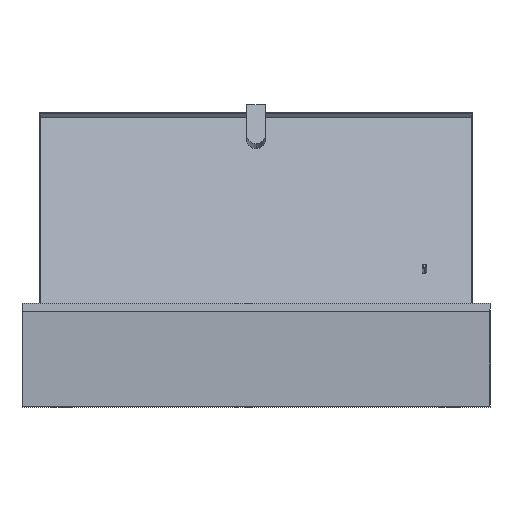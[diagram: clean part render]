
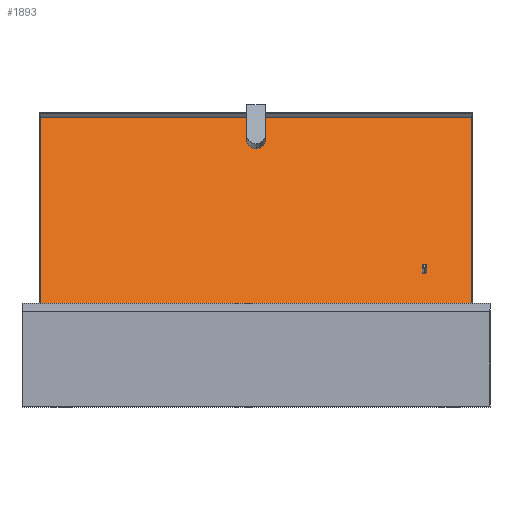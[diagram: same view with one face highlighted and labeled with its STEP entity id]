
A CAD part, left-side view. The second image highlights one B-rep face of the part: STEP entity #1893.
In plain terms, the highlighted face is planar.
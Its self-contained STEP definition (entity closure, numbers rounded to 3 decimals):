
#78 = EDGE_CURVE ( 'NONE', #3322, #7740, #18747, .T. ) ;
#131 = ORIENTED_EDGE ( 'NONE', *, *, #2790, .F. ) ;
#167 = CARTESIAN_POINT ( 'NONE',  ( -132., -269.5, -1. ) ) ;
#226 = CARTESIAN_POINT ( 'NONE',  ( 132., 0., -1. ) ) ;
#299 = VERTEX_POINT ( 'NONE', #18662 ) ;
#300 = ORIENTED_EDGE ( 'NONE', *, *, #3287, .T. ) ;
#505 = DIRECTION ( 'NONE',  ( 0., 0., -1. ) ) ;
#705 = CARTESIAN_POINT ( 'NONE',  ( 76., -210.5, -1. ) ) ;
#816 = EDGE_CURVE ( 'NONE', #9419, #8688, #11377, .T. ) ;
#1455 = ORIENTED_EDGE ( 'NONE', *, *, #816, .F. ) ;
#1644 = AXIS2_PLACEMENT_3D ( 'NONE', #20888, #14642, #8121 ) ;
#1893 = ADVANCED_FACE ( 'NONE', ( #13243, #3298, #16721 ), #13995, .F. ) ;
#2782 = LINE ( 'NONE', #16237, #22695 ) ;
#2790 = EDGE_CURVE ( 'NONE', #299, #9419, #22287, .T. ) ;
#3287 = EDGE_CURVE ( 'NONE', #19176, #4136, #14033, .T. ) ;
#3298 = FACE_OUTER_BOUND ( 'NONE', #14299, .T. ) ;
#3322 = VERTEX_POINT ( 'NONE', #14820 ) ;
#4136 = VERTEX_POINT ( 'NONE', #10863 ) ;
#4450 = LINE ( 'NONE', #226, #10975 ) ;
#4802 = DIRECTION ( 'NONE',  ( 1., 0., 0. ) ) ;
#4858 = DIRECTION ( 'NONE',  ( 1., 0., 0. ) ) ;
#5053 = DIRECTION ( 'NONE',  ( -1., 0., 0. ) ) ;
#7131 = CARTESIAN_POINT ( 'NONE',  ( 0., -269.5, -1. ) ) ;
#7502 = CARTESIAN_POINT ( 'NONE',  ( 0., 0., -1. ) ) ;
#7554 = DIRECTION ( 'NONE',  ( 0., -1., 0. ) ) ;
#7740 = VERTEX_POINT ( 'NONE', #705 ) ;
#7957 = CARTESIAN_POINT ( 'NONE',  ( -102., 0., -1. ) ) ;
#8002 = ORIENTED_EDGE ( 'NONE', *, *, #10759, .T. ) ;
#8121 = DIRECTION ( 'NONE',  ( 1., 0., 0. ) ) ;
#8688 = VERTEX_POINT ( 'NONE', #14507 ) ;
#8860 = CIRCLE ( 'NONE', #15649, 3. ) ;
#9419 = VERTEX_POINT ( 'NONE', #167 ) ;
#9726 = DIRECTION ( 'NONE',  ( 1., 0., 0. ) ) ;
#10381 = AXIS2_PLACEMENT_3D ( 'NONE', #16737, #11338, #10564 ) ;
#10564 = DIRECTION ( 'NONE',  ( 1., 0., 0. ) ) ;
#10635 = DIRECTION ( 'NONE',  ( 1., 0., 0. ) ) ;
#10759 = EDGE_CURVE ( 'NONE', #4136, #19176, #11654, .T. ) ;
#10863 = CARTESIAN_POINT ( 'NONE',  ( -113.5, 0., -1. ) ) ;
#10947 = DIRECTION ( 'NONE',  ( 0., 1., 0. ) ) ;
#10975 = VECTOR ( 'NONE', #10947, 1000. ) ;
#11011 = DIRECTION ( 'NONE',  ( 0., 0., 1. ) ) ;
#11221 = CARTESIAN_POINT ( 'NONE',  ( -90.5, 0., -1. ) ) ;
#11338 = DIRECTION ( 'NONE',  ( 0., 0., 1. ) ) ;
#11377 = LINE ( 'NONE', #7131, #23301 ) ;
#11654 = CIRCLE ( 'NONE', #16959, 11.5 ) ;
#11765 = CARTESIAN_POINT ( 'NONE',  ( -132., 0., -1. ) ) ;
#11776 = EDGE_CURVE ( 'NONE', #7740, #3322, #8860, .T. ) ;
#12175 = VERTEX_POINT ( 'NONE', #13645 ) ;
#13243 = FACE_BOUND ( 'NONE', #19750, .T. ) ;
#13395 = EDGE_CURVE ( 'NONE', #12175, #299, #2782, .T. ) ;
#13645 = CARTESIAN_POINT ( 'NONE',  ( 132., 269.5, -1. ) ) ;
#13995 = PLANE ( 'NONE',  #19963 ) ;
#14033 = CIRCLE ( 'NONE', #10381, 11.5 ) ;
#14135 = VECTOR ( 'NONE', #7554, 1000. ) ;
#14299 = EDGE_LOOP ( 'NONE', ( #131, #15366, #20402, #1455 ) ) ;
#14433 = EDGE_LOOP ( 'NONE', ( #19559, #17998 ) ) ;
#14507 = CARTESIAN_POINT ( 'NONE',  ( 132., -269.5, -1. ) ) ;
#14642 = DIRECTION ( 'NONE',  ( 0., 0., -1. ) ) ;
#14820 = CARTESIAN_POINT ( 'NONE',  ( 70., -210.5, -1. ) ) ;
#15366 = ORIENTED_EDGE ( 'NONE', *, *, #13395, .F. ) ;
#15649 = AXIS2_PLACEMENT_3D ( 'NONE', #19356, #505, #9726 ) ;
#16237 = CARTESIAN_POINT ( 'NONE',  ( 0., 269.5, -1. ) ) ;
#16721 = FACE_BOUND ( 'NONE', #14433, .T. ) ;
#16737 = CARTESIAN_POINT ( 'NONE',  ( -102., 0., -1. ) ) ;
#16959 = AXIS2_PLACEMENT_3D ( 'NONE', #7957, #11011, #10635 ) ;
#17998 = ORIENTED_EDGE ( 'NONE', *, *, #78, .F. ) ;
#18662 = CARTESIAN_POINT ( 'NONE',  ( -132., 269.5, -1. ) ) ;
#18747 = CIRCLE ( 'NONE', #1644, 3. ) ;
#19176 = VERTEX_POINT ( 'NONE', #11221 ) ;
#19356 = CARTESIAN_POINT ( 'NONE',  ( 73., -210.5, -1. ) ) ;
#19559 = ORIENTED_EDGE ( 'NONE', *, *, #11776, .F. ) ;
#19578 = EDGE_CURVE ( 'NONE', #8688, #12175, #4450, .T. ) ;
#19750 = EDGE_LOOP ( 'NONE', ( #300, #8002 ) ) ;
#19963 = AXIS2_PLACEMENT_3D ( 'NONE', #7502, #21407, #4802 ) ;
#20402 = ORIENTED_EDGE ( 'NONE', *, *, #19578, .F. ) ;
#20888 = CARTESIAN_POINT ( 'NONE',  ( 73., -210.5, -1. ) ) ;
#21407 = DIRECTION ( 'NONE',  ( 0., 0., 1. ) ) ;
#22287 = LINE ( 'NONE', #11765, #14135 ) ;
#22695 = VECTOR ( 'NONE', #5053, 1000. ) ;
#23301 = VECTOR ( 'NONE', #4858, 1000. ) ;
